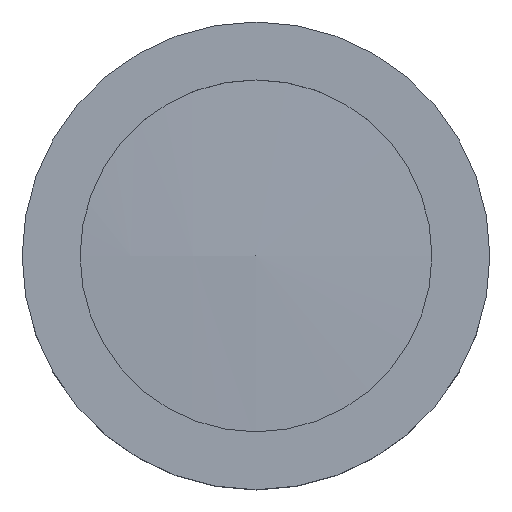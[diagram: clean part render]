
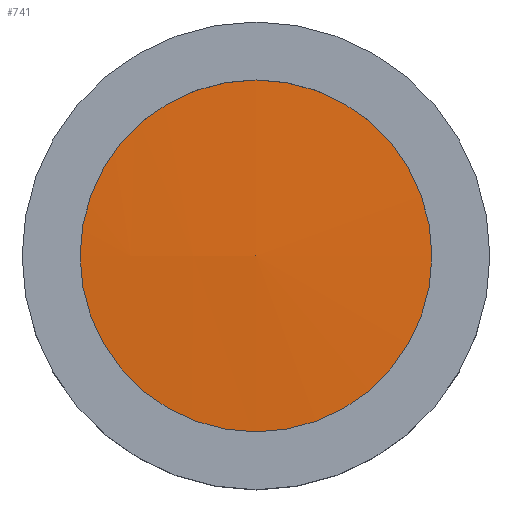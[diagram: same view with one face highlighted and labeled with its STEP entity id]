
A CAD part, top view. The second image highlights one B-rep face of the part: STEP entity #741.
In plain terms, the highlighted spherical face has radius 450 mm.
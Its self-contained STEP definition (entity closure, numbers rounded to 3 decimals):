
#51=SPHERICAL_SURFACE('',#898,450.);
#151=FACE_OUTER_BOUND('',#206,.T.);
#206=EDGE_LOOP('',(#546,#547,#548));
#333=CIRCLE('',#899,25.);
#334=CIRCLE('',#900,450.);
#389=VERTEX_POINT('',#1310);
#390=VERTEX_POINT('',#1312);
#451=EDGE_CURVE('',#389,#389,#333,.T.);
#452=EDGE_CURVE('',#390,#389,#334,.T.);
#546=ORIENTED_EDGE('',*,*,#451,.T.);
#547=ORIENTED_EDGE('',*,*,#452,.F.);
#548=ORIENTED_EDGE('',*,*,#452,.T.);
#741=ADVANCED_FACE('',(#151),#51,.T.);
#898=AXIS2_PLACEMENT_3D('',#1309,#1037,#1038);
#899=AXIS2_PLACEMENT_3D('',#1311,#1039,#1040);
#900=AXIS2_PLACEMENT_3D('',#1313,#1041,#1042);
#1037=DIRECTION('center_axis',(0.,0.,1.));
#1038=DIRECTION('ref_axis',(1.,0.,0.));
#1039=DIRECTION('center_axis',(0.,0.,1.));
#1040=DIRECTION('ref_axis',(1.,0.,0.));
#1041=DIRECTION('center_axis',(0.,-1.,0.));
#1042=DIRECTION('ref_axis',(-1.,0.,0.));
#1309=CARTESIAN_POINT('Origin',(0.,0.,-448.155));
#1310=CARTESIAN_POINT('',(-25.,0.,1.15));
#1311=CARTESIAN_POINT('Origin',(0.,0.,1.15));
#1312=CARTESIAN_POINT('',(0.,0.,1.845));
#1313=CARTESIAN_POINT('Origin',(0.,0.,-448.155));
